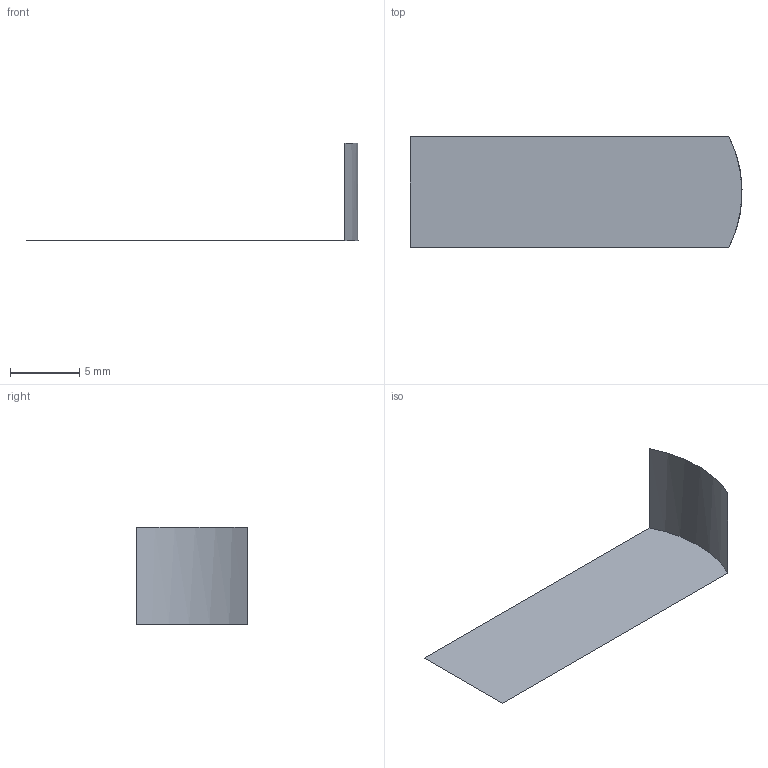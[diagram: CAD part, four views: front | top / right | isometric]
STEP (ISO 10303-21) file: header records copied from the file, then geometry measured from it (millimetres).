
FILE_DESCRIPTION(/* description */ (''),/* implementation_level */ '2;1');
FILE_NAME(/* name */ 'rectangle_arc',/* time_stamp */ '2021-09-24T16:51:54+02:00',/* author */ (''),/* organization */ (''),/* preprocessor_version */ 'ST-DEVELOPER v16.5',/* originating_system */ '',/* authorisation */ '');
FILE_SCHEMA (('AUTOMOTIVE_DESIGN'));
Length unit declared in the file: millimetre
Products named in the file (1): Document
Bounding box: 23.94 x 8 x 7 mm (x, y, z)
Surface area: 247.1 mm2 (no closed solid volume)
Topology: 0 solids, 2 shells, 2 faces, 9 edges, 10 vertices
Faces by surface type: bspline 2
Entity records: 181 total; most frequent: CARTESIAN_POINT 60, B_SPLINE_CURVE_WITH_KNOTS 10, ORIENTED_EDGE 8, PCURVE 8, DEFINITIONAL_REPRESENTATION 8, SURFACE_CURVE 8, EDGE_CURVE 8, VERTEX_POINT 8
